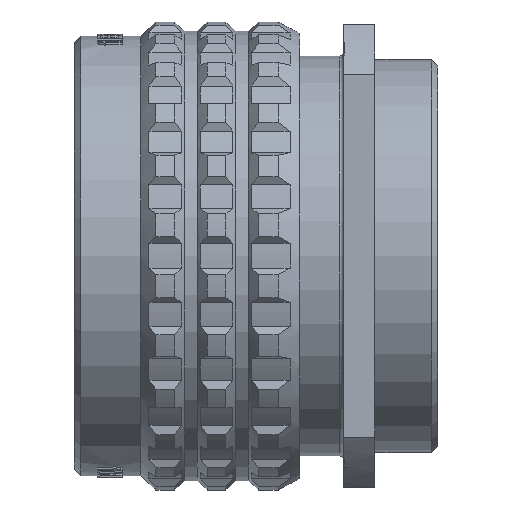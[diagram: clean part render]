
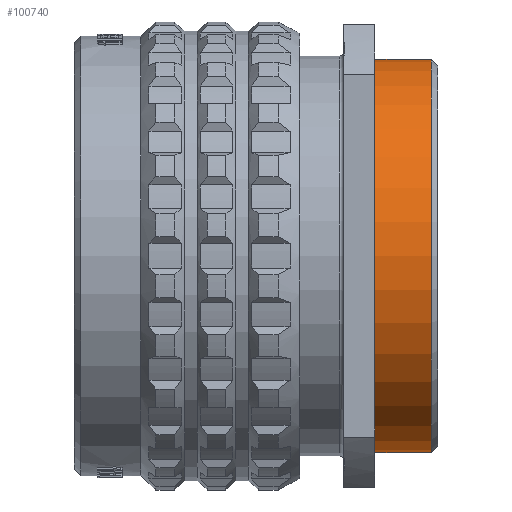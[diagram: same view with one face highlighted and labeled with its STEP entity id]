
A CAD part, top view. The second image highlights one B-rep face of the part: STEP entity #100740.
In plain terms, the highlighted cylindrical face has radius 15.7 mm (diameter 31.4 mm), a partial arc.
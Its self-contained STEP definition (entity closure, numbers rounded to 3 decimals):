
#3628=CARTESIAN_POINT('',(28.5,0.,0.));
#3629=DIRECTION('',(1.,0.,0.));
#3630=DIRECTION('',(0.,1.,0.));
#3631=AXIS2_PLACEMENT_3D('',#3628,#3629,#3630);
#3633=DIRECTION('',(-1.,0.,0.));
#3634=VECTOR('',#3633,4.5);
#3635=CARTESIAN_POINT('',(28.5,15.7,0.));
#3636=LINE('6192',#3635,#3634);
#3637=DIRECTION('',(-1.,0.,0.));
#3638=VECTOR('',#3637,4.5);
#3639=CARTESIAN_POINT('',(28.5,-15.7,0.));
#3640=LINE('6200',#3639,#3638);
#3662=CARTESIAN_POINT('',(24.,0.,0.));
#3663=DIRECTION('',(1.,0.,0.));
#3664=DIRECTION('',(0.,1.,0.));
#3665=AXIS2_PLACEMENT_3D('',#3662,#3663,#3664);
#78629=CARTESIAN_POINT('',(28.5,15.7,0.));
#78631=VERTEX_POINT('',#78629);
#78632=CARTESIAN_POINT('',(24.,15.7,0.));
#78633=VERTEX_POINT('',#78632);
#78639=CARTESIAN_POINT('',(28.5,-15.7,0.));
#78641=VERTEX_POINT('',#78639);
#78642=CARTESIAN_POINT('',(24.,-15.7,0.));
#78643=VERTEX_POINT('',#78642);
#100726=CARTESIAN_POINT('',(-1.45,0.,0.));
#100727=DIRECTION('',(1.,0.,0.));
#100728=DIRECTION('',(0.,-1.,0.));
#100729=AXIS2_PLACEMENT_3D('',#100726,#100727,#100728);
#100730=CYLINDRICAL_SURFACE('247',#100729,15.7);
#100732=ORIENTED_EDGE('6192',*,*,#100731,.F.);
#100733=ORIENTED_EDGE('6211',*,*,#100714,.T.);
#100735=ORIENTED_EDGE('6200',*,*,#100734,.T.);
#100737=ORIENTED_EDGE('6463',*,*,#100736,.F.);
#100738=EDGE_LOOP('247',(#100732,#100733,#100735,#100737));
#100739=FACE_OUTER_BOUND('247',#100738,.F.);
#3632=CIRCLE('6211',#3631,15.7);
#3666=CIRCLE('6463',#3665,15.7);
#100714=EDGE_CURVE('6211',#78631,#78641,#3632,.T.);
#100731=EDGE_CURVE('6192',#78631,#78633,#3636,.T.);
#100734=EDGE_CURVE('6200',#78641,#78643,#3640,.T.);
#100736=EDGE_CURVE('6463',#78633,#78643,#3666,.T.);
#100740=ADVANCED_FACE('247',(#100739),#100730,.T.);
